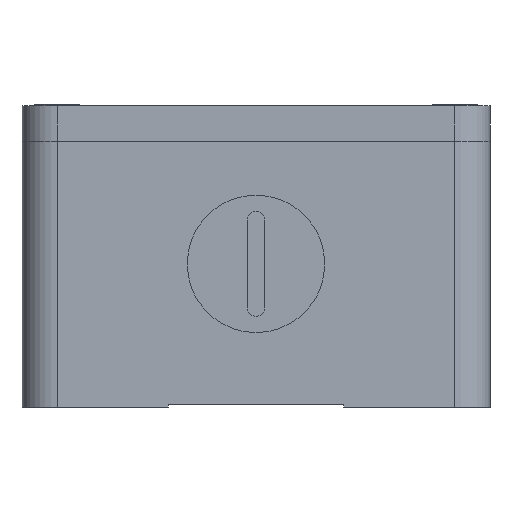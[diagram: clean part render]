
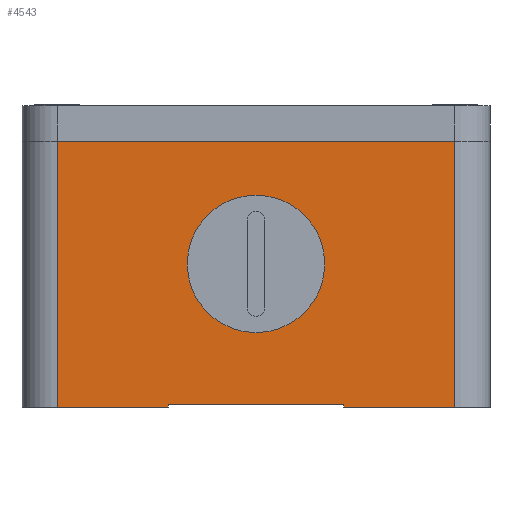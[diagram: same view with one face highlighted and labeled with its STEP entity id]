
A CAD part, front view. The second image highlights one B-rep face of the part: STEP entity #4543.
In plain terms, the highlighted planar face has unit normal (0, -1, 0).
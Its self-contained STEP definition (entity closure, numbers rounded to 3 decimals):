
#200=DIRECTION('',(1.,0.,0.));
#201=VECTOR('',#200,19.);
#202=CARTESIAN_POINT('',(6.,0.,0.));
#203=LINE('',#202,#201);
#243=DIRECTION('',(1.,0.,0.));
#244=VECTOR('',#243,19.);
#245=CARTESIAN_POINT('',(55.,0.,0.));
#246=LINE('',#245,#244);
#723=DIRECTION('',(1.,0.,0.));
#724=VECTOR('',#723,68.);
#725=CARTESIAN_POINT('',(6.,0.,45.5));
#726=LINE('',#725,#724);
#1573=CARTESIAN_POINT('',(40.,0.,24.5));
#1574=DIRECTION('',(0.,-1.,0.));
#1575=DIRECTION('',(1.,0.,0.));
#1576=AXIS2_PLACEMENT_3D('',#1573,#1574,#1575);
#1578=CARTESIAN_POINT('',(40.,0.,24.5));
#1579=DIRECTION('',(0.,-1.,0.));
#1580=DIRECTION('',(-1.,0.,0.));
#1581=AXIS2_PLACEMENT_3D('',#1578,#1579,#1580);
#1583=DIRECTION('',(0.,0.,-1.));
#1584=VECTOR('',#1583,45.5);
#1585=CARTESIAN_POINT('',(6.,0.,45.5));
#1586=LINE('',#1585,#1584);
#1587=DIRECTION('',(0.,0.,-1.));
#1588=VECTOR('',#1587,45.5);
#1589=CARTESIAN_POINT('',(74.,0.,45.5));
#1590=LINE('',#1589,#1588);
#1591=DIRECTION('',(0.,0.,1.));
#1592=VECTOR('',#1591,0.5);
#1593=CARTESIAN_POINT('',(55.,0.,0.));
#1594=LINE('',#1593,#1592);
#1595=DIRECTION('',(1.,0.,0.));
#1596=VECTOR('',#1595,30.);
#1597=CARTESIAN_POINT('',(25.,0.,0.5));
#1598=LINE('',#1597,#1596);
#1599=DIRECTION('',(0.,0.,1.));
#1600=VECTOR('',#1599,0.5);
#1601=CARTESIAN_POINT('',(25.,0.,0.));
#1602=LINE('',#1601,#1600);
#1914=CARTESIAN_POINT('',(55.,0.,0.));
#1915=VERTEX_POINT('',#1914);
#1916=CARTESIAN_POINT('',(25.,0.,0.));
#1918=VERTEX_POINT('',#1916);
#1932=CARTESIAN_POINT('',(25.,0.,0.5));
#1933=CARTESIAN_POINT('',(55.,0.,0.5));
#1934=VERTEX_POINT('',#1932);
#1935=VERTEX_POINT('',#1933);
#2216=CARTESIAN_POINT('',(51.75,0.,24.5));
#2217=CARTESIAN_POINT('',(28.25,0.,24.5));
#2218=VERTEX_POINT('',#2216);
#2219=VERTEX_POINT('',#2217);
#2240=CARTESIAN_POINT('',(6.,0.,0.));
#2242=VERTEX_POINT('',#2240);
#2246=CARTESIAN_POINT('',(6.,0.,45.5));
#2247=VERTEX_POINT('',#2246);
#2249=CARTESIAN_POINT('',(74.,0.,0.));
#2251=VERTEX_POINT('',#2249);
#2252=CARTESIAN_POINT('',(74.,0.,45.5));
#2253=VERTEX_POINT('',#2252);
#4518=CARTESIAN_POINT('',(0.,0.,0.));
#4519=DIRECTION('',(0.,-1.,0.));
#4520=DIRECTION('',(1.,0.,0.));
#4521=AXIS2_PLACEMENT_3D('',#4518,#4519,#4520);
#4522=PLANE('',#4521);
#4523=ORIENTED_EDGE('',*,*,#4513,.F.);
#4524=ORIENTED_EDGE('',*,*,#3157,.T.);
#4526=ORIENTED_EDGE('',*,*,#4525,.T.);
#4527=ORIENTED_EDGE('',*,*,#2591,.F.);
#4529=ORIENTED_EDGE('',*,*,#4528,.T.);
#4531=ORIENTED_EDGE('',*,*,#4530,.F.);
#4533=ORIENTED_EDGE('',*,*,#4532,.F.);
#4534=ORIENTED_EDGE('',*,*,#2549,.F.);
#4535=EDGE_LOOP('',(#4523,#4524,#4526,#4527,#4529,#4531,#4533,#4534));
#4536=FACE_OUTER_BOUND('',#4535,.F.);
#4538=ORIENTED_EDGE('',*,*,#4537,.T.);
#4540=ORIENTED_EDGE('',*,*,#4539,.T.);
#4541=EDGE_LOOP('',(#4538,#4540));
#4542=FACE_BOUND('',#4541,.F.);
#1577=CIRCLE('',#1576,11.75);
#1582=CIRCLE('',#1581,11.75);
#2549=EDGE_CURVE('',#2242,#1918,#203,.T.);
#2591=EDGE_CURVE('',#1915,#2251,#246,.T.);
#3157=EDGE_CURVE('',#2247,#2253,#726,.T.);
#4513=EDGE_CURVE('',#2247,#2242,#1586,.T.);
#4525=EDGE_CURVE('',#2253,#2251,#1590,.T.);
#4528=EDGE_CURVE('',#1915,#1935,#1594,.T.);
#4530=EDGE_CURVE('',#1934,#1935,#1598,.T.);
#4532=EDGE_CURVE('',#1918,#1934,#1602,.T.);
#4537=EDGE_CURVE('',#2218,#2219,#1577,.T.);
#4539=EDGE_CURVE('',#2219,#2218,#1582,.T.);
#4543=ADVANCED_FACE('',(#4536,#4542),#4522,.T.);
